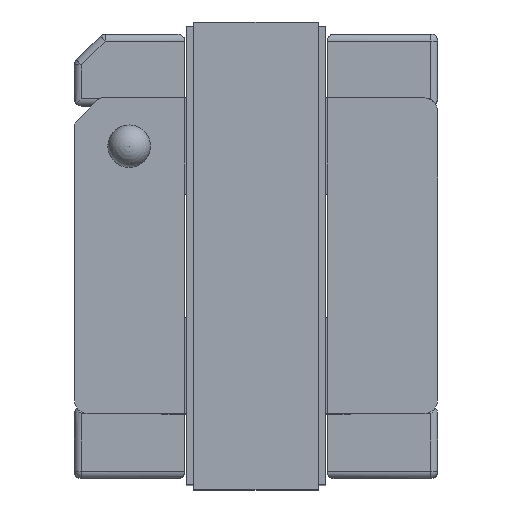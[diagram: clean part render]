
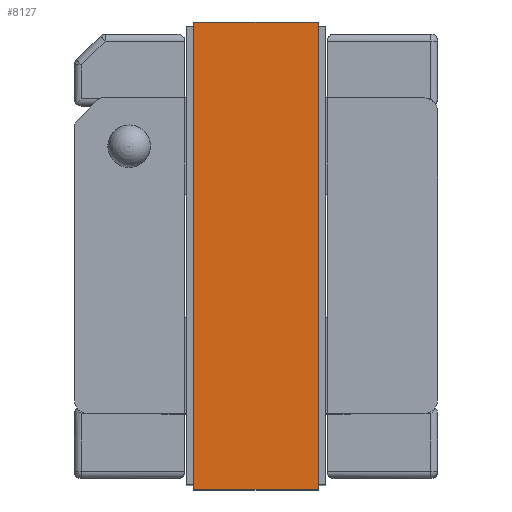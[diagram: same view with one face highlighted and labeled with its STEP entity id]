
A CAD part, top view. The second image highlights one B-rep face of the part: STEP entity #8127.
In plain terms, the highlighted face is planar.
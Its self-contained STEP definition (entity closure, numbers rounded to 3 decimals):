
#692=LINE('',#13965,#1104);
#696=LINE('',#13974,#1108);
#700=LINE('',#13983,#1112);
#703=LINE('',#13988,#1115);
#1104=VECTOR('',#10387,1000.);
#1108=VECTOR('',#10393,1000.);
#1112=VECTOR('',#10399,1000.);
#1115=VECTOR('',#10406,1000.);
#1523=PLANE('',#8755);
#3150=ORIENTED_EDGE('',*,*,#3957,.F.);
#3151=ORIENTED_EDGE('',*,*,#3968,.F.);
#3152=ORIENTED_EDGE('',*,*,#3961,.T.);
#3153=ORIENTED_EDGE('',*,*,#3965,.T.);
#3957=EDGE_CURVE('',#4432,#4433,#692,.T.);
#3961=EDGE_CURVE('',#4436,#4437,#696,.T.);
#3965=EDGE_CURVE('',#4437,#4433,#700,.T.);
#3968=EDGE_CURVE('',#4436,#4432,#703,.T.);
#4432=VERTEX_POINT('',#13966);
#4433=VERTEX_POINT('',#13967);
#4436=VERTEX_POINT('',#13975);
#4437=VERTEX_POINT('',#13976);
#4891=EDGE_LOOP('',(#3150,#3151,#3152,#3153));
#5263=FACE_BOUND('',#4891,.T.);
#8127=ADVANCED_FACE('',(#5263),#1523,.T.);
#8755=AXIS2_PLACEMENT_3D('',#13989,#10407,#10408);
#10387=DIRECTION('',(0.,0.,1.));
#10393=DIRECTION('',(0.,0.,1.));
#10399=DIRECTION('',(1.,0.,0.));
#10406=DIRECTION('',(1.,0.,0.));
#10407=DIRECTION('',(0.,1.,0.));
#10408=DIRECTION('',(1.,0.,0.));
#13965=CARTESIAN_POINT('',(2.227,21.866,-8.361));
#13966=CARTESIAN_POINT('',(2.227,21.866,-8.361));
#13967=CARTESIAN_POINT('',(2.227,21.866,8.359));
#13974=CARTESIAN_POINT('',(-2.223,21.866,-8.361));
#13975=CARTESIAN_POINT('',(-2.223,21.866,-8.361));
#13976=CARTESIAN_POINT('',(-2.223,21.866,8.359));
#13983=CARTESIAN_POINT('',(-2.223,21.866,8.359));
#13988=CARTESIAN_POINT('',(-2.223,21.866,-8.361));
#13989=CARTESIAN_POINT('',(-2.223,21.866,-8.361));
